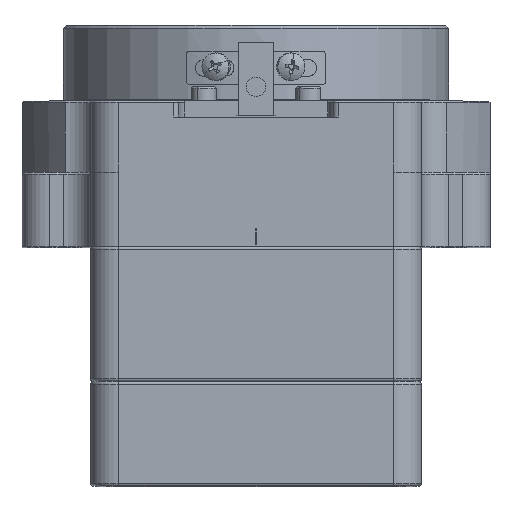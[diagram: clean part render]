
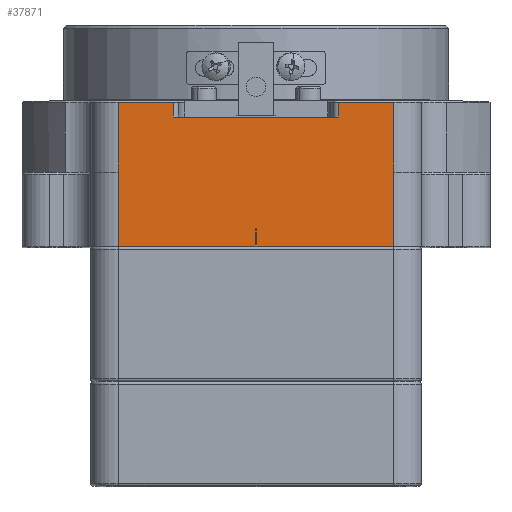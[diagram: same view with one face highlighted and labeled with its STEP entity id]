
A CAD part, top view. The second image highlights one B-rep face of the part: STEP entity #37871.
In plain terms, the highlighted planar face has unit normal (0, 0, 1).
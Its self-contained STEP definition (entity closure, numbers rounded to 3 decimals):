
#240 = ORIENTED_EDGE ( 'NONE', *, *, #20441, .T. ) ;
#825 = LINE ( 'NONE', #12709, #1622 ) ;
#1205 = LINE ( 'NONE', #13098, #37447 ) ;
#1264 = CARTESIAN_POINT ( 'NONE',  ( -25., 0., 73. ) ) ;
#1622 = VECTOR ( 'NONE', #24574, 1000. ) ;
#1679 = CARTESIAN_POINT ( 'NONE',  ( 0.01, 3.2, 73. ) ) ;
#1800 = LINE ( 'NONE', #13699, #12914 ) ;
#2069 = VECTOR ( 'NONE', #30062, 1000. ) ;
#2270 = CARTESIAN_POINT ( 'NONE',  ( -0.01, 0.3, 73. ) ) ;
#2278 = VERTEX_POINT ( 'NONE', #14354 ) ;
#2355 = EDGE_CURVE ( 'NONE', #13484, #12588, #17656, .T. ) ;
#2435 = VERTEX_POINT ( 'NONE', #15303 ) ;
#2544 = EDGE_CURVE ( 'NONE', #2278, #29663, #27928, .T. ) ;
#2551 = VECTOR ( 'NONE', #2833, 1000. ) ;
#2833 = DIRECTION ( 'NONE',  ( -1., 0., 0. ) ) ;
#2878 = EDGE_CURVE ( 'NONE', #2435, #15628, #825, .T. ) ;
#3432 = EDGE_CURVE ( 'NONE', #12588, #7010, #6303, .T. ) ;
#3573 = ORIENTED_EDGE ( 'NONE', *, *, #2355, .T. ) ;
#3586 = LINE ( 'NONE', #15493, #4528 ) ;
#3810 = VECTOR ( 'NONE', #36102, 1000. ) ;
#4076 = CARTESIAN_POINT ( 'NONE',  ( 0.01, 0.3, 73. ) ) ;
#4528 = VECTOR ( 'NONE', #27342, 1000. ) ;
#5189 = CARTESIAN_POINT ( 'NONE',  ( -15., 26.2, 73. ) ) ;
#5860 = LINE ( 'NONE', #17758, #27079 ) ;
#6303 = LINE ( 'NONE', #18219, #2069 ) ;
#6479 = CARTESIAN_POINT ( 'NONE',  ( 0.01, 0.3, 73. ) ) ;
#6480 = ORIENTED_EDGE ( 'NONE', *, *, #30971, .F. ) ;
#6674 = CARTESIAN_POINT ( 'NONE',  ( -25., 26.2, 73. ) ) ;
#6691 = LINE ( 'NONE', #18598, #31454 ) ;
#6914 = VERTEX_POINT ( 'NONE', #37845 ) ;
#7010 = VERTEX_POINT ( 'NONE', #15412 ) ;
#7121 = EDGE_CURVE ( 'NONE', #30611, #27599, #30743, .T. ) ;
#7418 = EDGE_CURVE ( 'NONE', #6914, #13484, #23759, .T. ) ;
#7694 = ORIENTED_EDGE ( 'NONE', *, *, #27169, .T. ) ;
#8297 = CARTESIAN_POINT ( 'NONE',  ( -15., 23.5, 73. ) ) ;
#8859 = EDGE_CURVE ( 'NONE', #29340, #25174, #6691, .T. ) ;
#8944 = DIRECTION ( 'NONE',  ( 0., 1., 0. ) ) ;
#9116 = ORIENTED_EDGE ( 'NONE', *, *, #10498, .F. ) ;
#9523 = DIRECTION ( 'NONE',  ( 0., 0., -1. ) ) ;
#10272 = VECTOR ( 'NONE', #8944, 1000. ) ;
#10498 = EDGE_CURVE ( 'NONE', #19214, #7010, #1205, .T. ) ;
#10691 = VECTOR ( 'NONE', #23437, 1000. ) ;
#10837 = CARTESIAN_POINT ( 'NONE',  ( 25., 0., 73. ) ) ;
#11505 = LINE ( 'NONE', #23380, #25919 ) ;
#11511 = CARTESIAN_POINT ( 'NONE',  ( -25., 13.5, 73. ) ) ;
#11553 = CARTESIAN_POINT ( 'NONE',  ( -25., 0., 73. ) ) ;
#12176 = CARTESIAN_POINT ( 'NONE',  ( 0.31, 0., 73. ) ) ;
#12364 = LINE ( 'NONE', #24242, #3810 ) ;
#12454 = FACE_OUTER_BOUND ( 'NONE', #26501, .T. ) ;
#12588 = VERTEX_POINT ( 'NONE', #36829 ) ;
#12709 = CARTESIAN_POINT ( 'NONE',  ( -0.01, 3.2, 73. ) ) ;
#12914 = VECTOR ( 'NONE', #25550, 1000. ) ;
#13098 = CARTESIAN_POINT ( 'NONE',  ( -25., 23.5, 73. ) ) ;
#13134 = ORIENTED_EDGE ( 'NONE', *, *, #26193, .T. ) ;
#13152 = DIRECTION ( 'NONE',  ( 1., 0., 0. ) ) ;
#13484 = VERTEX_POINT ( 'NONE', #22921 ) ;
#13699 = CARTESIAN_POINT ( 'NONE',  ( -0.01, 3.2, 73. ) ) ;
#13942 = ORIENTED_EDGE ( 'NONE', *, *, #2878, .F. ) ;
#14070 = VECTOR ( 'NONE', #23385, 1000. ) ;
#14354 = CARTESIAN_POINT ( 'NONE',  ( -25., 0., 73. ) ) ;
#14763 = VERTEX_POINT ( 'NONE', #5189 ) ;
#15261 = CARTESIAN_POINT ( 'NONE',  ( -25., 26.2, 73. ) ) ;
#15303 = CARTESIAN_POINT ( 'NONE',  ( -0.01, 3.2, 73. ) ) ;
#15412 = CARTESIAN_POINT ( 'NONE',  ( 15., 23.5, 73. ) ) ;
#15493 = CARTESIAN_POINT ( 'NONE',  ( 0.01, 3.2, 73. ) ) ;
#15628 = VERTEX_POINT ( 'NONE', #2270 ) ;
#15670 = ORIENTED_EDGE ( 'NONE', *, *, #19641, .T. ) ;
#15756 = ORIENTED_EDGE ( 'NONE', *, *, #35748, .T. ) ;
#15851 = ORIENTED_EDGE ( 'NONE', *, *, #33500, .F. ) ;
#15984 = DIRECTION ( 'NONE',  ( 0.707, -0.707, 0. ) ) ;
#16568 = ORIENTED_EDGE ( 'NONE', *, *, #2544, .T. ) ;
#17656 = LINE ( 'NONE', #29501, #2551 ) ;
#17758 = CARTESIAN_POINT ( 'NONE',  ( 25., 13.5, 73. ) ) ;
#17961 = VECTOR ( 'NONE', #18578, 1000. ) ;
#18219 = CARTESIAN_POINT ( 'NONE',  ( 15., 13.5, 73. ) ) ;
#18578 = DIRECTION ( 'NONE',  ( -1., 0., 0. ) ) ;
#18598 = CARTESIAN_POINT ( 'NONE',  ( -25., 13.5, 73. ) ) ;
#18776 = ORIENTED_EDGE ( 'NONE', *, *, #7121, .T. ) ;
#19151 = VERTEX_POINT ( 'NONE', #10837 ) ;
#19214 = VERTEX_POINT ( 'NONE', #8297 ) ;
#19641 = EDGE_CURVE ( 'NONE', #25174, #2278, #38158, .T. ) ;
#20441 = EDGE_CURVE ( 'NONE', #19214, #14763, #11505, .T. ) ;
#21389 = DIRECTION ( 'NONE',  ( -1., 0., 0. ) ) ;
#21831 = VECTOR ( 'NONE', #13152, 1000. ) ;
#22501 = VERTEX_POINT ( 'NONE', #1679 ) ;
#22544 = ORIENTED_EDGE ( 'NONE', *, *, #7418, .T. ) ;
#22642 = ORIENTED_EDGE ( 'NONE', *, *, #25828, .T. ) ;
#22921 = CARTESIAN_POINT ( 'NONE',  ( 25., 26.2, 73. ) ) ;
#23380 = CARTESIAN_POINT ( 'NONE',  ( -15., 13.5, 73. ) ) ;
#23385 = DIRECTION ( 'NONE',  ( 0., -1., 0. ) ) ;
#23437 = DIRECTION ( 'NONE',  ( 1., 0., 0. ) ) ;
#23759 = LINE ( 'NONE', #35618, #10272 ) ;
#24242 = CARTESIAN_POINT ( 'NONE',  ( -0.01, 0.3, 73. ) ) ;
#24325 = PLANE ( 'NONE',  #30428 ) ;
#24574 = DIRECTION ( 'NONE',  ( 0., -1., 0. ) ) ;
#24960 = DIRECTION ( 'NONE',  ( 1., 0., 0. ) ) ;
#25174 = VERTEX_POINT ( 'NONE', #37340 ) ;
#25550 = DIRECTION ( 'NONE',  ( -1., 0., 0. ) ) ;
#25828 = EDGE_CURVE ( 'NONE', #29663, #15628, #12364, .T. ) ;
#25919 = VECTOR ( 'NONE', #35244, 1000. ) ;
#26193 = EDGE_CURVE ( 'NONE', #27599, #19151, #38200, .T. ) ;
#26501 = EDGE_LOOP ( 'NONE', ( #22544, #3573, #26542, #9116, #240, #15756, #34601, #15670, #16568, #22642, #13942, #15851, #7694, #18776, #13134, #6480 ) ) ;
#26542 = ORIENTED_EDGE ( 'NONE', *, *, #3432, .T. ) ;
#27079 = VECTOR ( 'NONE', #29609, 1000. ) ;
#27169 = EDGE_CURVE ( 'NONE', #22501, #30611, #3586, .T. ) ;
#27342 = DIRECTION ( 'NONE',  ( 0., -1., 0. ) ) ;
#27599 = VERTEX_POINT ( 'NONE', #12176 ) ;
#27928 = LINE ( 'NONE', #1264, #21831 ) ;
#29227 = CARTESIAN_POINT ( 'NONE',  ( -0.31, 0., 73. ) ) ;
#29340 = VERTEX_POINT ( 'NONE', #15261 ) ;
#29501 = CARTESIAN_POINT ( 'NONE',  ( 15., 26.2, 73. ) ) ;
#29609 = DIRECTION ( 'NONE',  ( 0., -1., 0. ) ) ;
#29663 = VERTEX_POINT ( 'NONE', #29227 ) ;
#30062 = DIRECTION ( 'NONE',  ( 0., -1., 0. ) ) ;
#30428 = AXIS2_PLACEMENT_3D ( 'NONE', #36185, #9523, #21389 ) ;
#30446 = DIRECTION ( 'NONE',  ( 0., -1., 0. ) ) ;
#30611 = VERTEX_POINT ( 'NONE', #6479 ) ;
#30743 = LINE ( 'NONE', #4076, #37255 ) ;
#30971 = EDGE_CURVE ( 'NONE', #6914, #19151, #5860, .T. ) ;
#31454 = VECTOR ( 'NONE', #30446, 1000. ) ;
#33335 = LINE ( 'NONE', #6674, #17961 ) ;
#33500 = EDGE_CURVE ( 'NONE', #22501, #2435, #1800, .T. ) ;
#34601 = ORIENTED_EDGE ( 'NONE', *, *, #8859, .T. ) ;
#35244 = DIRECTION ( 'NONE',  ( 0., 1., 0. ) ) ;
#35618 = CARTESIAN_POINT ( 'NONE',  ( 25., 13.5, 73. ) ) ;
#35748 = EDGE_CURVE ( 'NONE', #14763, #29340, #33335, .T. ) ;
#36102 = DIRECTION ( 'NONE',  ( 0.707, 0.707, 0. ) ) ;
#36185 = CARTESIAN_POINT ( 'NONE',  ( -25., 13.5, 73. ) ) ;
#36829 = CARTESIAN_POINT ( 'NONE',  ( 15., 26.2, 73. ) ) ;
#37255 = VECTOR ( 'NONE', #15984, 1000. ) ;
#37340 = CARTESIAN_POINT ( 'NONE',  ( -25., 13.5, 73. ) ) ;
#37447 = VECTOR ( 'NONE', #24960, 1000. ) ;
#37845 = CARTESIAN_POINT ( 'NONE',  ( 25., 13.5, 73. ) ) ;
#37871 = ADVANCED_FACE ( 'NONE', ( #12454 ), #24325, .F. ) ;
#38158 = LINE ( 'NONE', #11511, #14070 ) ;
#38200 = LINE ( 'NONE', #11553, #10691 ) ;
